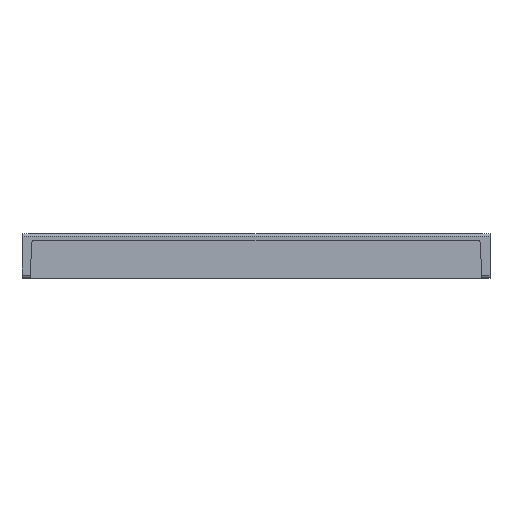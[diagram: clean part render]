
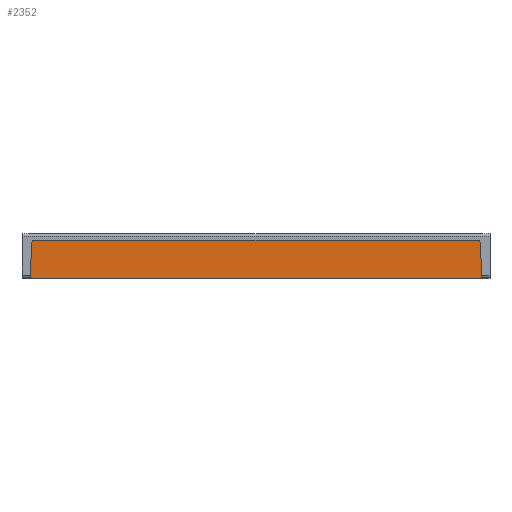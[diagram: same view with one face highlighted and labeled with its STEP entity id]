
A CAD part, top view. The second image highlights one B-rep face of the part: STEP entity #2352.
In plain terms, the highlighted planar face has unit normal (0, 0, 1).
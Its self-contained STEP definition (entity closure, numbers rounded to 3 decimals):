
#2034=AXIS2_PLACEMENT_3D('Circle Axis2P3D',#2032,#2033,$) ;
#2084=AXIS2_PLACEMENT_3D('Circle Axis2P3D',#2082,#2083,$) ;
#2305=AXIS2_PLACEMENT_3D('Plane Axis2P3D',#2302,#2303,#2304) ;
#1990=CARTESIAN_POINT('Vertex',(28.784,2.21,27.752)) ;
#1993=CARTESIAN_POINT('Line Origine',(28.842,1.105,27.752)) ;
#1997=CARTESIAN_POINT('Vertex',(28.9,0.,27.752)) ;
#2032=CARTESIAN_POINT('Axis2P3D Location',(28.584,2.2,27.752)) ;
#2036=CARTESIAN_POINT('Vertex',(28.584,2.4,27.752)) ;
#2055=CARTESIAN_POINT('Vertex',(0.816,2.4,27.752)) ;
#2058=CARTESIAN_POINT('Line Origine',(14.7,2.4,27.752)) ;
#2079=CARTESIAN_POINT('Vertex',(0.616,2.21,27.752)) ;
#2082=CARTESIAN_POINT('Axis2P3D Location',(0.816,2.2,27.752)) ;
#2118=CARTESIAN_POINT('Vertex',(0.5,0.,27.752)) ;
#2121=CARTESIAN_POINT('Line Origine',(0.558,1.105,27.752)) ;
#2302=CARTESIAN_POINT('Axis2P3D Location',(2.5,1.4,27.752)) ;
#2307=CARTESIAN_POINT('Line Origine',(20.8,0.,27.752)) ;
#2311=CARTESIAN_POINT('Vertex',(17.75,0.,27.752)) ;
#2313=CARTESIAN_POINT('Vertex',(23.85,0.,27.752)) ;
#2316=CARTESIAN_POINT('Line Origine',(26.375,0.,27.752)) ;
#2321=CARTESIAN_POINT('Line Origine',(3.025,0.,27.752)) ;
#2325=CARTESIAN_POINT('Vertex',(5.55,0.,27.752)) ;
#2328=CARTESIAN_POINT('Line Origine',(8.6,0.,27.752)) ;
#2332=CARTESIAN_POINT('Vertex',(11.65,0.,27.752)) ;
#2335=CARTESIAN_POINT('Line Origine',(14.7,0.,27.752)) ;
#1994=DIRECTION('Vector Direction',(-0.052,0.999,0.)) ;
#2033=DIRECTION('Axis2P3D Direction',(0.,0.,-1.)) ;
#2059=DIRECTION('Vector Direction',(-1.,0.,0.)) ;
#2083=DIRECTION('Axis2P3D Direction',(0.,0.,1.)) ;
#2122=DIRECTION('Vector Direction',(0.052,0.999,0.)) ;
#2303=DIRECTION('Axis2P3D Direction',(0.,0.,1.)) ;
#2304=DIRECTION('Axis2P3D XDirection',(1.,0.,0.)) ;
#2308=DIRECTION('Vector Direction',(1.,0.,0.)) ;
#2317=DIRECTION('Vector Direction',(1.,0.,0.)) ;
#2322=DIRECTION('Vector Direction',(1.,0.,0.)) ;
#2329=DIRECTION('Vector Direction',(1.,0.,0.)) ;
#2336=DIRECTION('Vector Direction',(1.,0.,0.)) ;
#1995=VECTOR('Line Direction',#1994,1.) ;
#2060=VECTOR('Line Direction',#2059,1.) ;
#2123=VECTOR('Line Direction',#2122,1.) ;
#2309=VECTOR('Line Direction',#2308,1.) ;
#2318=VECTOR('Line Direction',#2317,1.) ;
#2323=VECTOR('Line Direction',#2322,1.) ;
#2330=VECTOR('Line Direction',#2329,1.) ;
#2337=VECTOR('Line Direction',#2336,1.) ;
#2341=ORIENTED_EDGE('',*,*,#2315,.T.) ;
#2342=ORIENTED_EDGE('',*,*,#2320,.T.) ;
#2343=ORIENTED_EDGE('',*,*,#1999,.F.) ;
#2344=ORIENTED_EDGE('',*,*,#2038,.F.) ;
#2345=ORIENTED_EDGE('',*,*,#2062,.F.) ;
#2346=ORIENTED_EDGE('',*,*,#2086,.T.) ;
#2347=ORIENTED_EDGE('',*,*,#2125,.T.) ;
#2348=ORIENTED_EDGE('',*,*,#2327,.T.) ;
#2349=ORIENTED_EDGE('',*,*,#2334,.T.) ;
#2350=ORIENTED_EDGE('',*,*,#2339,.T.) ;
#2352=ADVANCED_FACE('ZQV_KU',(#2351),#2306,.T.) ;
#2035=CIRCLE('generated circle',#2034,0.2) ;
#2085=CIRCLE('generated circle',#2084,0.2) ;
#1999=EDGE_CURVE('',#1991,#1998,#1996,.F.) ;
#2038=EDGE_CURVE('',#2037,#1991,#2035,.T.) ;
#2062=EDGE_CURVE('',#2056,#2037,#2061,.F.) ;
#2086=EDGE_CURVE('',#2056,#2080,#2085,.T.) ;
#2125=EDGE_CURVE('',#2080,#2119,#2124,.F.) ;
#2315=EDGE_CURVE('',#2312,#2314,#2310,.T.) ;
#2320=EDGE_CURVE('',#2314,#1998,#2319,.T.) ;
#2327=EDGE_CURVE('',#2119,#2326,#2324,.T.) ;
#2334=EDGE_CURVE('',#2326,#2333,#2331,.T.) ;
#2339=EDGE_CURVE('',#2333,#2312,#2338,.T.) ;
#2340=EDGE_LOOP('',(#2341,#2342,#2343,#2344,#2345,#2346,#2347,#2348,#2349,#2350)) ;
#2351=FACE_OUTER_BOUND('',#2340,.T.) ;
#1996=LINE('Line',#1993,#1995) ;
#2061=LINE('Line',#2058,#2060) ;
#2124=LINE('Line',#2121,#2123) ;
#2310=LINE('Line',#2307,#2309) ;
#2319=LINE('Line',#2316,#2318) ;
#2324=LINE('Line',#2321,#2323) ;
#2331=LINE('Line',#2328,#2330) ;
#2338=LINE('Line',#2335,#2337) ;
#2306=PLANE('',#2305) ;
#1991=VERTEX_POINT('',#1990) ;
#1998=VERTEX_POINT('',#1997) ;
#2037=VERTEX_POINT('',#2036) ;
#2056=VERTEX_POINT('',#2055) ;
#2080=VERTEX_POINT('',#2079) ;
#2119=VERTEX_POINT('',#2118) ;
#2312=VERTEX_POINT('',#2311) ;
#2314=VERTEX_POINT('',#2313) ;
#2326=VERTEX_POINT('',#2325) ;
#2333=VERTEX_POINT('',#2332) ;
